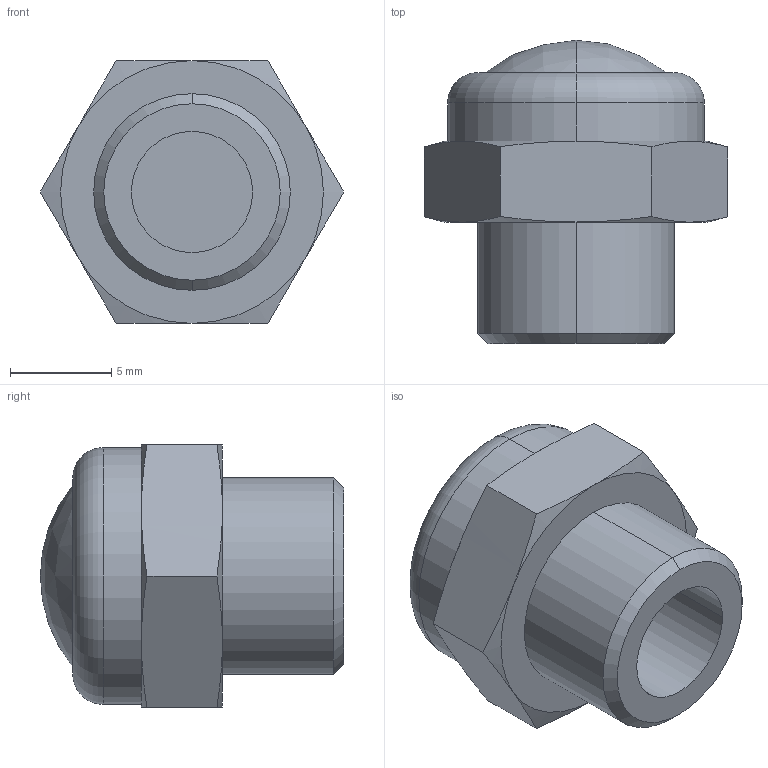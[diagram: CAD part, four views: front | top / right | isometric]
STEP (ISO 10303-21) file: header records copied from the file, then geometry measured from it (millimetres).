
FILE_DESCRIPTION (( 'STEP AP214' ), '1' );
FILE_NAME ('04010001.STEP', '2023-05-30T08:51:52', ( '' ), ( '' ), 'SwSTEP 2.0', 'SolidWorks 2020', '' );
FILE_SCHEMA (( 'AUTOMOTIVE_DESIGN' ));
Length unit declared in the file: millimetre
Products named in the file (2): 04010001; MV.11.00.18
Assembly tree (1 placements, depth 2):
  04010001
    MV.11.00.18
Bounding box: 15.01 x 15 x 13 mm (x, y, z)
Volume: 1349.6 mm3; surface area: 850.8 mm2
Topology: 1 solids, 1 shells, 35 faces, 72 edges, 43 vertices
Faces by surface type: cone 14, plane 11, cylinder 6, sphere 2, torus 2
Entity records: 1248 total; most frequent: CARTESIAN_POINT 442, DIRECTION 160, ORIENTED_EDGE 144, AXIS2_PLACEMENT_3D 73, EDGE_CURVE 72, VERTEX_POINT 43, EDGE_LOOP 39, FACE_OUTER_BOUND 35
